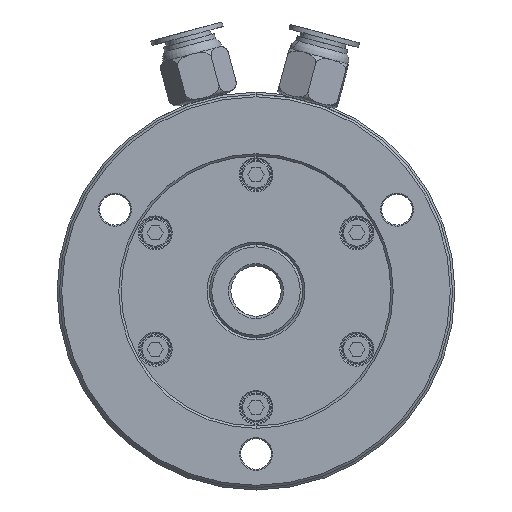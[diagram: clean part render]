
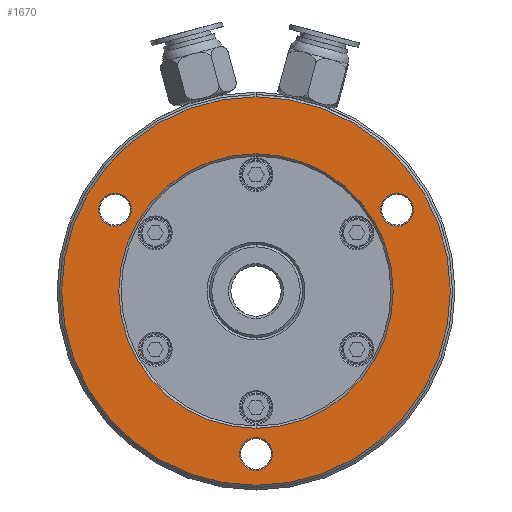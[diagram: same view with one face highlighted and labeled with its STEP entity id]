
A CAD part, front view. The second image highlights one B-rep face of the part: STEP entity #1670.
In plain terms, the highlighted planar face has unit normal (0, -1, 0).
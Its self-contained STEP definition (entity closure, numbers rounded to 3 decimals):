
#350 = AXIS2_PLACEMENT_3D ( 'NONE', #20658, #18218, #14949 ) ;
#596 = VERTEX_POINT ( 'NONE', #9481 ) ;
#785 = ORIENTED_EDGE ( 'NONE', *, *, #3800, .T. ) ;
#1372 = AXIS2_PLACEMENT_3D ( 'NONE', #16939, #28627, #12722 ) ;
#1445 = VERTEX_POINT ( 'NONE', #15385 ) ;
#1640 = EDGE_CURVE ( 'NONE', #8322, #26358, #26405, .T. ) ;
#1670 = ADVANCED_FACE ( 'NONE', ( #32492, #8819, #14344, #29897, #16241 ), #32153, .T. ) ;
#1805 = CARTESIAN_POINT ( 'NONE',  ( 30.311, 0., 17.5 ) ) ;
#1882 = DIRECTION ( 'NONE',  ( 0., 0., -1. ) ) ;
#2421 = DIRECTION ( 'NONE',  ( 0., 1., 0. ) ) ;
#3116 = DIRECTION ( 'NONE',  ( 0., 0., -1. ) ) ;
#3282 = CARTESIAN_POINT ( 'NONE',  ( 42.25, 0., 0. ) ) ;
#3382 = VERTEX_POINT ( 'NONE', #18355 ) ;
#3599 = CARTESIAN_POINT ( 'NONE',  ( -30.311, 0., 21.05 ) ) ;
#3800 = EDGE_CURVE ( 'NONE', #7816, #12924, #17937, .T. ) ;
#3943 = ORIENTED_EDGE ( 'NONE', *, *, #26820, .T. ) ;
#4501 = CARTESIAN_POINT ( 'NONE',  ( 0., 0., 0. ) ) ;
#6399 = DIRECTION ( 'NONE',  ( 0., 0., -1. ) ) ;
#6609 = EDGE_LOOP ( 'NONE', ( #29554, #22751 ) ) ;
#7149 = ORIENTED_EDGE ( 'NONE', *, *, #10081, .T. ) ;
#7615 = CARTESIAN_POINT ( 'NONE',  ( 0., 0., -35. ) ) ;
#7816 = VERTEX_POINT ( 'NONE', #28267 ) ;
#8322 = VERTEX_POINT ( 'NONE', #10462 ) ;
#8819 = FACE_BOUND ( 'NONE', #15061, .T. ) ;
#8825 = CARTESIAN_POINT ( 'NONE',  ( 0., 0., 0. ) ) ;
#9481 = CARTESIAN_POINT ( 'NONE',  ( 30.311, 0., 21.05 ) ) ;
#10081 = EDGE_CURVE ( 'NONE', #25435, #12016, #17617, .T. ) ;
#10245 = CARTESIAN_POINT ( 'NONE',  ( 30.311, 0., 17.5 ) ) ;
#10462 = CARTESIAN_POINT ( 'NONE',  ( -30.311, 0., 13.95 ) ) ;
#10495 = CARTESIAN_POINT ( 'NONE',  ( 0., 0., 29.5 ) ) ;
#11544 = EDGE_CURVE ( 'NONE', #12016, #25435, #12771, .T. ) ;
#11596 = AXIS2_PLACEMENT_3D ( 'NONE', #4501, #31272, #1882 ) ;
#11767 = DIRECTION ( 'NONE',  ( 0., -1., 0. ) ) ;
#12016 = VERTEX_POINT ( 'NONE', #32819 ) ;
#12722 = DIRECTION ( 'NONE',  ( 0., 0., -1. ) ) ;
#12771 = CIRCLE ( 'NONE', #33766, 3.55 ) ;
#12924 = VERTEX_POINT ( 'NONE', #10495 ) ;
#13094 = CIRCLE ( 'NONE', #15302, 3.55 ) ;
#14078 = ORIENTED_EDGE ( 'NONE', *, *, #33415, .T. ) ;
#14344 = FACE_BOUND ( 'NONE', #6609, .T. ) ;
#14771 = CARTESIAN_POINT ( 'NONE',  ( 0., 0., 0. ) ) ;
#14949 = DIRECTION ( 'NONE',  ( 0., 0., -1. ) ) ;
#15061 = EDGE_LOOP ( 'NONE', ( #15802, #7149 ) ) ;
#15302 = AXIS2_PLACEMENT_3D ( 'NONE', #1805, #20159, #15453 ) ;
#15385 = CARTESIAN_POINT ( 'NONE',  ( 30.311, 0., 13.95 ) ) ;
#15453 = DIRECTION ( 'NONE',  ( 0., 0., -1. ) ) ;
#15566 = EDGE_LOOP ( 'NONE', ( #785, #3943 ) ) ;
#15802 = ORIENTED_EDGE ( 'NONE', *, *, #11544, .T. ) ;
#15896 = ORIENTED_EDGE ( 'NONE', *, *, #27737, .T. ) ;
#16241 = FACE_OUTER_BOUND ( 'NONE', #25252, .T. ) ;
#16939 = CARTESIAN_POINT ( 'NONE',  ( 0., 0., 0. ) ) ;
#17617 = CIRCLE ( 'NONE', #23165, 3.55 ) ;
#17937 = CIRCLE ( 'NONE', #1372, 29.5 ) ;
#18106 = EDGE_CURVE ( 'NONE', #596, #1445, #20196, .T. ) ;
#18171 = DIRECTION ( 'NONE',  ( 0., 0., -1. ) ) ;
#18218 = DIRECTION ( 'NONE',  ( 0., 1., 0. ) ) ;
#18343 = AXIS2_PLACEMENT_3D ( 'NONE', #8825, #11767, #6399 ) ;
#18355 = CARTESIAN_POINT ( 'NONE',  ( 0., 0., 41.75 ) ) ;
#19179 = EDGE_LOOP ( 'NONE', ( #15896, #25389 ) ) ;
#19200 = DIRECTION ( 'NONE',  ( 0., 0., -1. ) ) ;
#19720 = CARTESIAN_POINT ( 'NONE',  ( -30.311, 0., 17.5 ) ) ;
#20159 = DIRECTION ( 'NONE',  ( 0., 1., 0. ) ) ;
#20196 = CIRCLE ( 'NONE', #28463, 3.55 ) ;
#20344 = CARTESIAN_POINT ( 'NONE',  ( 0., 0., -35. ) ) ;
#20658 = CARTESIAN_POINT ( 'NONE',  ( -30.311, 0., 17.5 ) ) ;
#21440 = AXIS2_PLACEMENT_3D ( 'NONE', #3282, #22327, #3116 ) ;
#22327 = DIRECTION ( 'NONE',  ( 0., -1., 0. ) ) ;
#22751 = ORIENTED_EDGE ( 'NONE', *, *, #27773, .T. ) ;
#22760 = DIRECTION ( 'NONE',  ( 0., 1., 0. ) ) ;
#23165 = AXIS2_PLACEMENT_3D ( 'NONE', #20344, #23292, #30870 ) ;
#23292 = DIRECTION ( 'NONE',  ( 0., 1., 0. ) ) ;
#23332 = EDGE_CURVE ( 'NONE', #30036, #3382, #33669, .T. ) ;
#23556 = DIRECTION ( 'NONE',  ( 0., 1., 0. ) ) ;
#24720 = CARTESIAN_POINT ( 'NONE',  ( 0., 0., -41.75 ) ) ;
#25252 = EDGE_LOOP ( 'NONE', ( #14078, #26195 ) ) ;
#25389 = ORIENTED_EDGE ( 'NONE', *, *, #18106, .T. ) ;
#25435 = VERTEX_POINT ( 'NONE', #32764 ) ;
#25994 = DIRECTION ( 'NONE',  ( 0., 0., -1. ) ) ;
#26195 = ORIENTED_EDGE ( 'NONE', *, *, #23332, .T. ) ;
#26358 = VERTEX_POINT ( 'NONE', #3599 ) ;
#26405 = CIRCLE ( 'NONE', #28602, 3.55 ) ;
#26820 = EDGE_CURVE ( 'NONE', #12924, #7816, #29057, .T. ) ;
#27737 = EDGE_CURVE ( 'NONE', #1445, #596, #13094, .T. ) ;
#27773 = EDGE_CURVE ( 'NONE', #26358, #8322, #32443, .T. ) ;
#28254 = DIRECTION ( 'NONE',  ( 0., 0., -1. ) ) ;
#28267 = CARTESIAN_POINT ( 'NONE',  ( 0., 0., -29.5 ) ) ;
#28463 = AXIS2_PLACEMENT_3D ( 'NONE', #10245, #2421, #18171 ) ;
#28602 = AXIS2_PLACEMENT_3D ( 'NONE', #19720, #30067, #19200 ) ;
#28627 = DIRECTION ( 'NONE',  ( 0., 1., 0. ) ) ;
#29057 = CIRCLE ( 'NONE', #34026, 29.5 ) ;
#29554 = ORIENTED_EDGE ( 'NONE', *, *, #1640, .T. ) ;
#29897 = FACE_BOUND ( 'NONE', #19179, .T. ) ;
#30036 = VERTEX_POINT ( 'NONE', #24720 ) ;
#30067 = DIRECTION ( 'NONE',  ( 0., 1., 0. ) ) ;
#30870 = DIRECTION ( 'NONE',  ( 0., 0., -1. ) ) ;
#31272 = DIRECTION ( 'NONE',  ( 0., -1., 0. ) ) ;
#32153 = PLANE ( 'NONE',  #21440 ) ;
#32443 = CIRCLE ( 'NONE', #350, 3.55 ) ;
#32492 = FACE_BOUND ( 'NONE', #15566, .T. ) ;
#32764 = CARTESIAN_POINT ( 'NONE',  ( 0., 0., -31.45 ) ) ;
#32819 = CARTESIAN_POINT ( 'NONE',  ( 0., 0., -38.55 ) ) ;
#33415 = EDGE_CURVE ( 'NONE', #3382, #30036, #33825, .T. ) ;
#33669 = CIRCLE ( 'NONE', #11596, 41.75 ) ;
#33766 = AXIS2_PLACEMENT_3D ( 'NONE', #7615, #23556, #25994 ) ;
#33825 = CIRCLE ( 'NONE', #18343, 41.75 ) ;
#34026 = AXIS2_PLACEMENT_3D ( 'NONE', #14771, #22760, #28254 ) ;
